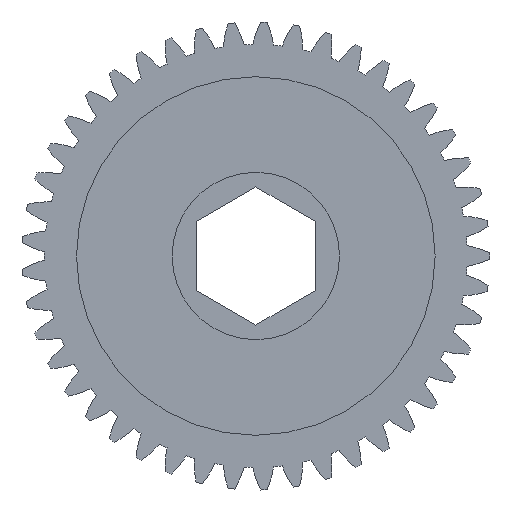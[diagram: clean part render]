
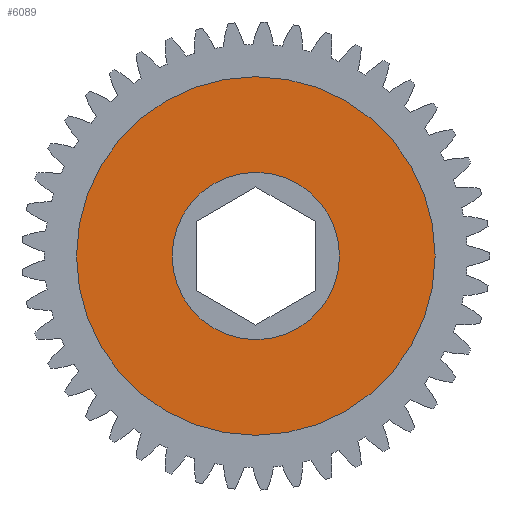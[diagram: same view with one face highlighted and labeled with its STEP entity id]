
A CAD part, left-side view. The second image highlights one B-rep face of the part: STEP entity #6089.
In plain terms, the highlighted planar face has unit normal (-1, 0, 0).
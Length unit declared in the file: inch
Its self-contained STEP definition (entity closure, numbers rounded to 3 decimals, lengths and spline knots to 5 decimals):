
#138 = DIRECTION ( 'NONE',  ( 0., 0., 1. ) ) ;
#653 = EDGE_CURVE ( 'NONE', #2137, #2860, #1338, .T. ) ;
#921 = AXIS2_PLACEMENT_3D ( 'NONE', #1859, #1266, #138 ) ;
#1073 = DIRECTION ( 'NONE',  ( 0., 0., 1. ) ) ;
#1266 = DIRECTION ( 'NONE',  ( -1., 0., 0. ) ) ;
#1338 = CIRCLE ( 'NONE', #4987, 0.2625 ) ;
#1393 = DIRECTION ( 'NONE',  ( -1., 0., 0. ) ) ;
#1438 = EDGE_LOOP ( 'NONE', ( #2733, #1808 ) ) ;
#1585 = CIRCLE ( 'NONE', #2002, 0.5625 ) ;
#1601 = DIRECTION ( 'NONE',  ( -1., 0., 0. ) ) ;
#1808 = ORIENTED_EDGE ( 'NONE', *, *, #2456, .F. ) ;
#1859 = CARTESIAN_POINT ( 'NONE',  ( 0.2, 0., 0. ) ) ;
#2002 = AXIS2_PLACEMENT_3D ( 'NONE', #2005, #5836, #2531 ) ;
#2005 = CARTESIAN_POINT ( 'NONE',  ( 0.2, 0., 0. ) ) ;
#2137 = VERTEX_POINT ( 'NONE', #6046 ) ;
#2456 = EDGE_CURVE ( 'NONE', #2860, #2137, #5653, .T. ) ;
#2507 = VERTEX_POINT ( 'NONE', #4467 ) ;
#2531 = DIRECTION ( 'NONE',  ( 0., 0., 1. ) ) ;
#2733 = ORIENTED_EDGE ( 'NONE', *, *, #653, .F. ) ;
#2860 = VERTEX_POINT ( 'NONE', #6752 ) ;
#3287 = CARTESIAN_POINT ( 'NONE',  ( 0.2, 0., 0. ) ) ;
#3392 = FACE_OUTER_BOUND ( 'NONE', #5666, .T. ) ;
#4005 = ORIENTED_EDGE ( 'NONE', *, *, #5015, .T. ) ;
#4378 = AXIS2_PLACEMENT_3D ( 'NONE', #4732, #1393, #5265 ) ;
#4404 = DIRECTION ( 'NONE',  ( -1., 0., 0. ) ) ;
#4467 = CARTESIAN_POINT ( 'NONE',  ( 0.2, 0., 0.5625 ) ) ;
#4732 = CARTESIAN_POINT ( 'NONE',  ( 0.2, 0., 0. ) ) ;
#4785 = AXIS2_PLACEMENT_3D ( 'NONE', #3287, #4404, #1073 ) ;
#4869 = FACE_BOUND ( 'NONE', #1438, .T. ) ;
#4987 = AXIS2_PLACEMENT_3D ( 'NONE', #5057, #1601, #5316 ) ;
#5015 = EDGE_CURVE ( 'NONE', #2507, #5634, #1585, .T. ) ;
#5057 = CARTESIAN_POINT ( 'NONE',  ( 0.2, 0., 0. ) ) ;
#5265 = DIRECTION ( 'NONE',  ( 0., 0., 1. ) ) ;
#5316 = DIRECTION ( 'NONE',  ( 0., 0., 1. ) ) ;
#5634 = VERTEX_POINT ( 'NONE', #6096 ) ;
#5653 = CIRCLE ( 'NONE', #921, 0.2625 ) ;
#5666 = EDGE_LOOP ( 'NONE', ( #4005, #5921 ) ) ;
#5836 = DIRECTION ( 'NONE',  ( -1., 0., 0. ) ) ;
#5921 = ORIENTED_EDGE ( 'NONE', *, *, #6820, .T. ) ;
#5977 = PLANE ( 'NONE',  #4785 ) ;
#6022 = CIRCLE ( 'NONE', #4378, 0.5625 ) ;
#6046 = CARTESIAN_POINT ( 'NONE',  ( 0.2, 0., -0.2625 ) ) ;
#6089 = ADVANCED_FACE ( 'NONE', ( #4869, #3392 ), #5977, .T. ) ;
#6096 = CARTESIAN_POINT ( 'NONE',  ( 0.2, 0., -0.5625 ) ) ;
#6752 = CARTESIAN_POINT ( 'NONE',  ( 0.2, 0., 0.2625 ) ) ;
#6820 = EDGE_CURVE ( 'NONE', #5634, #2507, #6022, .T. ) ;
